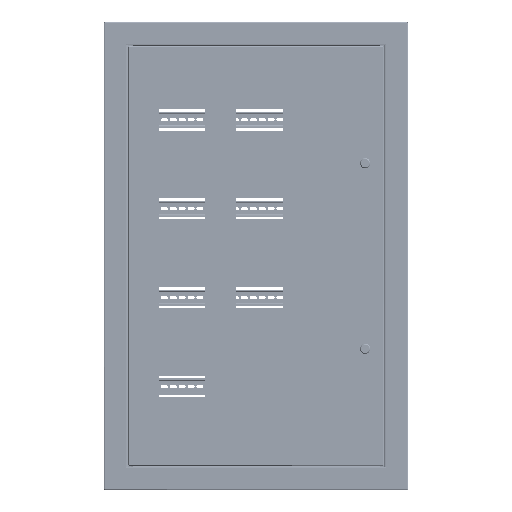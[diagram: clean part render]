
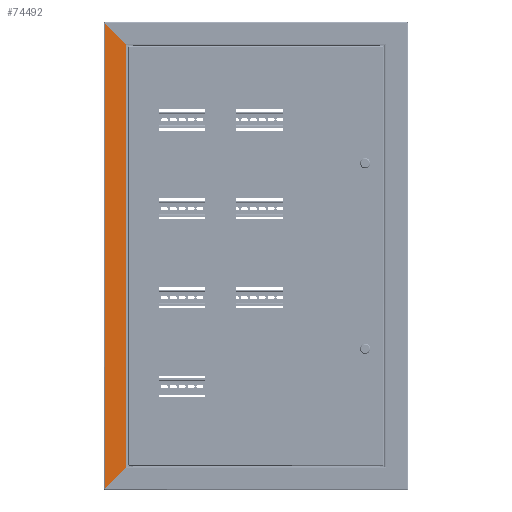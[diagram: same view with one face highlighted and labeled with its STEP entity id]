
A CAD part, top view. The second image highlights one B-rep face of the part: STEP entity #74492.
In plain terms, the highlighted face is planar.
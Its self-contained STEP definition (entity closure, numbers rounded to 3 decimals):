
#4211 = EDGE_CURVE ( 'NONE', #5642, #45953, #67876, .T. ) ;
#5642 = VERTEX_POINT ( 'NONE', #14841 ) ;
#8309 = CARTESIAN_POINT ( 'NONE',  ( 0., 1000., -1. ) ) ;
#14340 = PLANE ( 'NONE',  #48723 ) ;
#14680 = VECTOR ( 'NONE', #70011, 1000. ) ;
#14841 = CARTESIAN_POINT ( 'NONE',  ( -2., 952., -1. ) ) ;
#16421 = LINE ( 'NONE', #65427, #40646 ) ;
#17094 = CARTESIAN_POINT ( 'NONE',  ( -48., 2., -1. ) ) ;
#17575 = VERTEX_POINT ( 'NONE', #78746 ) ;
#18569 = ORIENTED_EDGE ( 'NONE', *, *, #4211, .T. ) ;
#19269 = DIRECTION ( 'NONE',  ( 0., -1., 0. ) ) ;
#19368 = EDGE_CURVE ( 'NONE', #20554, #17575, #16421, .T. ) ;
#20554 = VERTEX_POINT ( 'NONE', #17094 ) ;
#21179 = DIRECTION ( 'NONE',  ( 1., 0., 0. ) ) ;
#25879 = EDGE_CURVE ( 'NONE', #17575, #5642, #40277, .T. ) ;
#26788 = VECTOR ( 'NONE', #40591, 1000. ) ;
#27295 = DIRECTION ( 'NONE',  ( 0., 1., 0. ) ) ;
#38840 = DIRECTION ( 'NONE',  ( 0., 0., 1. ) ) ;
#40277 = LINE ( 'NONE', #64386, #14680 ) ;
#40591 = DIRECTION ( 'NONE',  ( 0.707, 0.707, 0. ) ) ;
#40646 = VECTOR ( 'NONE', #27295, 1000. ) ;
#45953 = VERTEX_POINT ( 'NONE', #69808 ) ;
#47406 = CARTESIAN_POINT ( 'NONE',  ( -50., 0., -1. ) ) ;
#48723 = AXIS2_PLACEMENT_3D ( 'NONE', #8309, #38840, #21179 ) ;
#51196 = EDGE_LOOP ( 'NONE', ( #66802, #18569, #57050, #70279 ) ) ;
#53029 = LINE ( 'NONE', #47406, #26788 ) ;
#57050 = ORIENTED_EDGE ( 'NONE', *, *, #57778, .F. ) ;
#57778 = EDGE_CURVE ( 'NONE', #20554, #45953, #53029, .T. ) ;
#64386 = CARTESIAN_POINT ( 'NONE',  ( -25., 975., -1. ) ) ;
#65003 = VECTOR ( 'NONE', #19269, 1000. ) ;
#65427 = CARTESIAN_POINT ( 'NONE',  ( -48., 0., -1. ) ) ;
#66802 = ORIENTED_EDGE ( 'NONE', *, *, #25879, .T. ) ;
#67876 = LINE ( 'NONE', #68277, #65003 ) ;
#68277 = CARTESIAN_POINT ( 'NONE',  ( -2., 1000., -1. ) ) ;
#69360 = FACE_OUTER_BOUND ( 'NONE', #51196, .T. ) ;
#69808 = CARTESIAN_POINT ( 'NONE',  ( -2., 48., -1. ) ) ;
#70011 = DIRECTION ( 'NONE',  ( 0.707, -0.707, 0. ) ) ;
#70279 = ORIENTED_EDGE ( 'NONE', *, *, #19368, .T. ) ;
#74492 = ADVANCED_FACE ( 'NONE', ( #69360 ), #14340, .F. ) ;
#78746 = CARTESIAN_POINT ( 'NONE',  ( -48., 998., -1. ) ) ;
